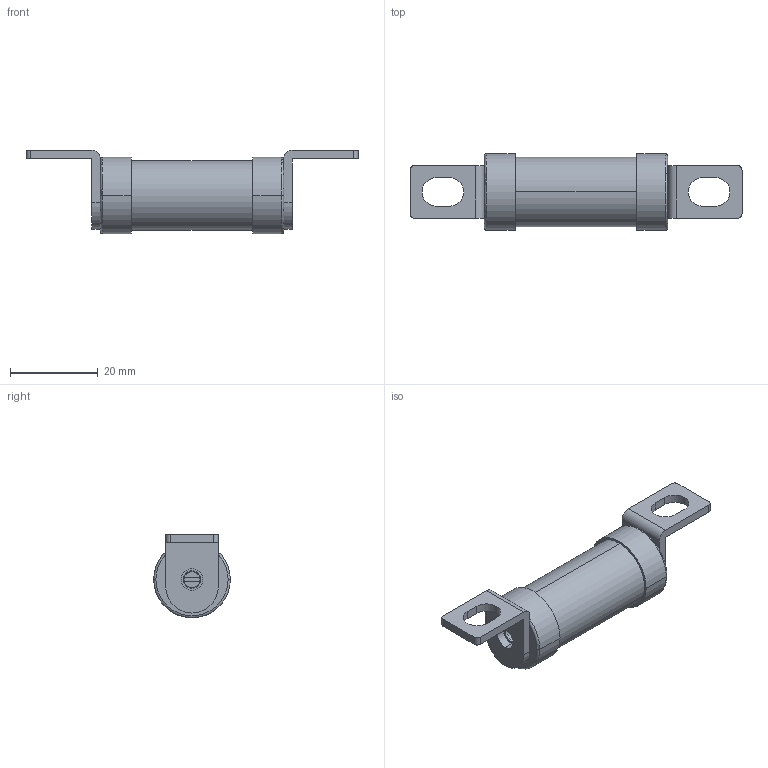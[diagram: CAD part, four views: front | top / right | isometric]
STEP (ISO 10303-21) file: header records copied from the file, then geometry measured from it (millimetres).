
FILE_DESCRIPTION (( 'STEP AP214' ), '1' );
FILE_NAME ('FOCP-ACDC-100-FB_3D.step', '2023-10-17T21:21:01', ( '' ), ( '' ), 'SwSTEP 2.0', 'SolidWorks 2022', '' );
FILE_SCHEMA (( 'AUTOMOTIVE_DESIGN' ));
Length unit declared in the file: millimetre
Products named in the file (1): FOCP-ACDC-100-FB_3D
Bounding box: 75.8 x 17.5 x 19.1 mm (x, y, z)
Volume: 5862.8 mm3; surface area: 6580.2 mm2
Topology: 1 solids, 5 shells, 143 faces, 351 edges, 221 vertices
Faces by surface type: plane 64, cylinder 52, torus 23, cone 4
Entity records: 4669 total; most frequent: CARTESIAN_POINT 810, DIRECTION 791, ORIENTED_EDGE 702, EDGE_CURVE 351, AXIS2_PLACEMENT_3D 316, VERTEX_POINT 221, CIRCLE 172, EDGE_LOOP 164
